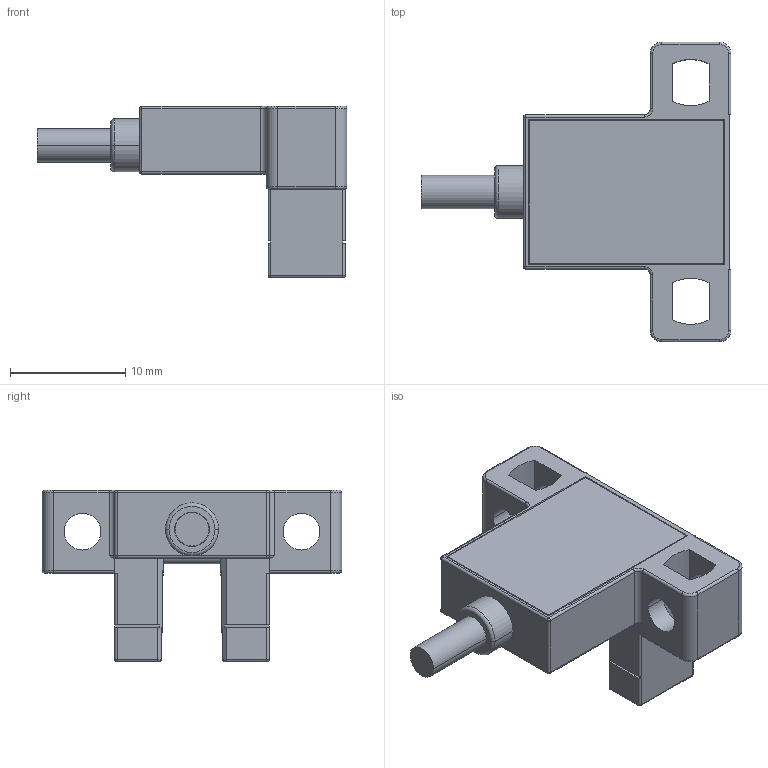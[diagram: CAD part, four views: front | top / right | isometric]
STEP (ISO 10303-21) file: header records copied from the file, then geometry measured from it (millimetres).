
FILE_DESCRIPTION((''),'2;1');
FILE_NAME('305','2022-02-21T',('EDZ'),(''),'PRO/ENGINEER BY PARAMETRIC TECHNOLOGY CORPORATION, 2014000','PRO/ENGINEER BY PARAMETRIC TECHNOLOGY CORPORATION, 2014000','');
FILE_SCHEMA(('CONFIG_CONTROL_DESIGN'));
Length unit declared in the file: millimetre
Products named in the file (1): 305
Bounding box: 26.9 x 26 x 14.9 mm (x, y, z)
Volume: 2358.5 mm3; surface area: 2476 mm2
Topology: 1 solids, 2 shells, 217 faces, 552 edges, 345 vertices
Faces by surface type: plane 129, cylinder 66, torus 14, sphere 8
Entity records: 6565 total; most frequent: CARTESIAN_POINT 1204, ORIENTED_EDGE 1104, DIRECTION 1103, EDGE_CURVE 552, VECTOR 403, LINE 403, AXIS2_PLACEMENT_3D 350, VERTEX_POINT 345
